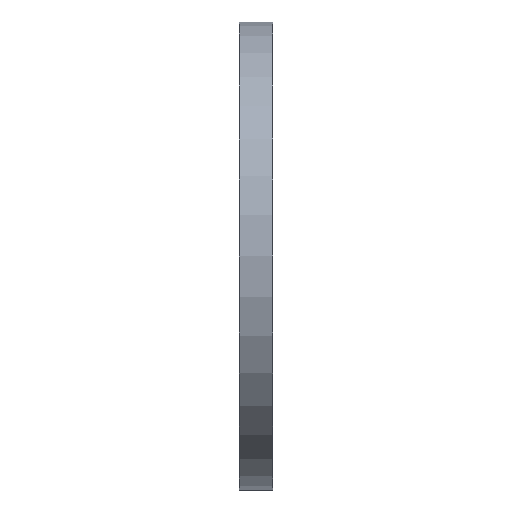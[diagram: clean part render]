
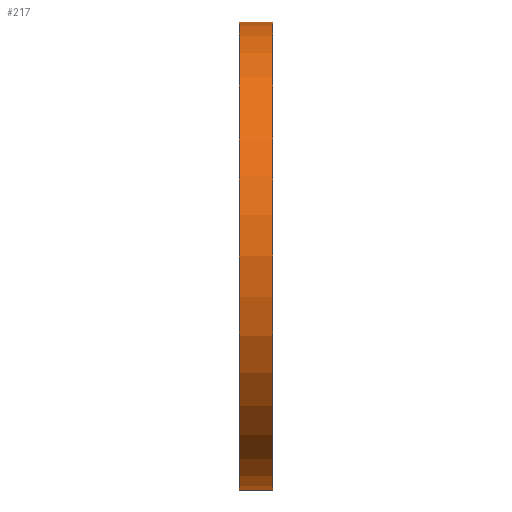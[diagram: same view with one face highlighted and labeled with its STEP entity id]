
A CAD part, front view. The second image highlights one B-rep face of the part: STEP entity #217.
In plain terms, the highlighted cylindrical face has radius 170 mm (diameter 340 mm), a partial arc.
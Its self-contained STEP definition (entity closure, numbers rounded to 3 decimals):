
#213 = VERTEX_POINT( '', #576 );
#217 = ADVANCED_FACE( '', ( #580 ), #581, .T. );
#259 = EDGE_CURVE( '', #357, #507, #626, .T. );
#283 = EDGE_CURVE( '', #507, #365, #651, .T. );
#357 = VERTEX_POINT( '', #744 );
#365 = VERTEX_POINT( '', #754 );
#409 = EDGE_CURVE( '', #365, #213, #812, .T. );
#467 = EDGE_CURVE( '', #213, #357, #877, .T. );
#507 = VERTEX_POINT( '', #919 );
#576 = CARTESIAN_POINT( '', ( 0., 0., 170. ) );
#580 = FACE_OUTER_BOUND( '', #992, .T. );
#581 = CYLINDRICAL_SURFACE( '', #993, 170. );
#626 = LINE( '', #1055, #1056 );
#651 = CIRCLE( '', #1088, 170. );
#744 = CARTESIAN_POINT( '', ( 0., 0., -170. ) );
#754 = CARTESIAN_POINT( '', ( 24., 0., 170. ) );
#812 = LINE( '', #1287, #1288 );
#877 = CIRCLE( '', #1368, 170. );
#919 = CARTESIAN_POINT( '', ( 24., 0., -170. ) );
#992 = EDGE_LOOP( '', ( #1516, #1517, #1518, #1519 ) );
#993 = AXIS2_PLACEMENT_3D( '', #1520, #1521, #1522 );
#1055 = CARTESIAN_POINT( '', ( 0., 0., -170. ) );
#1056 = VECTOR( '', #1575, 1. );
#1088 = AXIS2_PLACEMENT_3D( '', #1592, #1593, #1594 );
#1287 = CARTESIAN_POINT( '', ( 0., 0., 170. ) );
#1288 = VECTOR( '', #1775, 1. );
#1368 = AXIS2_PLACEMENT_3D( '', #1864, #1865, #1866 );
#1516 = ORIENTED_EDGE( '', *, *, #259, .T. );
#1517 = ORIENTED_EDGE( '', *, *, #283, .T. );
#1518 = ORIENTED_EDGE( '', *, *, #409, .T. );
#1519 = ORIENTED_EDGE( '', *, *, #467, .T. );
#1520 = CARTESIAN_POINT( '', ( 0., 0., 0. ) );
#1521 = DIRECTION( '', ( -1., 0., 0. ) );
#1522 = DIRECTION( '', ( 0., 0., -1. ) );
#1575 = DIRECTION( '', ( 1., 0., 0. ) );
#1592 = CARTESIAN_POINT( '', ( 24., 0., 0. ) );
#1593 = DIRECTION( '', ( -1., 0., 0. ) );
#1594 = DIRECTION( '', ( 0., 0., -1. ) );
#1775 = DIRECTION( '', ( -1., 0., 0. ) );
#1864 = CARTESIAN_POINT( '', ( 0., 0., 0. ) );
#1865 = DIRECTION( '', ( 1., 0., 0. ) );
#1866 = DIRECTION( '', ( 0., 0., -1. ) );
